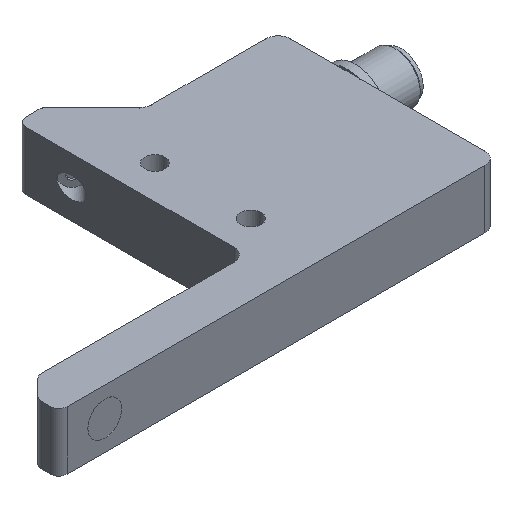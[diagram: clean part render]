
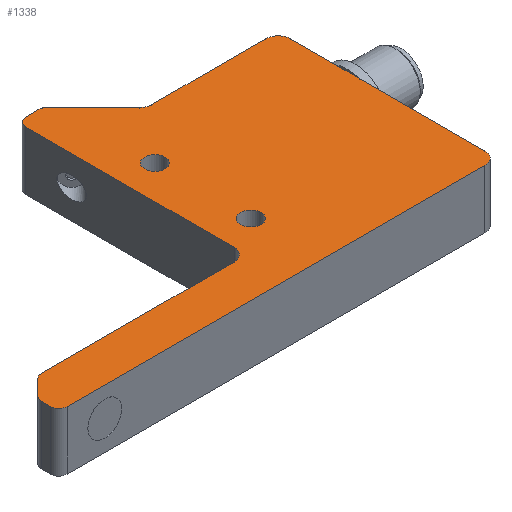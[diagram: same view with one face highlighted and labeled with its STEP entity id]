
A CAD part, isometric view. The second image highlights one B-rep face of the part: STEP entity #1338.
In plain terms, the highlighted planar face has unit normal (0, 0, 1).
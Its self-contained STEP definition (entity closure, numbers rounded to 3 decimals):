
#25=LINE('',#2148,#72);
#28=LINE('',#2176,#75);
#32=LINE('',#2188,#79);
#36=LINE('',#2200,#83);
#40=LINE('',#2210,#87);
#43=LINE('',#2218,#90);
#45=LINE('',#2224,#92);
#46=LINE('',#2231,#93);
#47=LINE('',#2233,#94);
#48=LINE('',#2234,#95);
#49=LINE('',#2235,#96);
#72=VECTOR('',#1722,27.257);
#75=VECTOR('',#1755,100.);
#79=VECTOR('',#1767,16.435);
#83=VECTOR('',#1781,50.);
#87=VECTOR('',#1791,5.414);
#90=VECTOR('',#1800,2.172);
#92=VECTOR('',#1808,46.172);
#93=VECTOR('',#1817,30.307);
#94=VECTOR('',#1818,5.385);
#95=VECTOR('',#1819,10.807);
#96=VECTOR('',#1820,4.);
#186=FACE_BOUND('',#409,.T.);
#187=FACE_BOUND('',#410,.T.);
#281=FACE_OUTER_BOUND('',#408,.T.);
#408=EDGE_LOOP('',(#997,#998,#999,#1000,#1001,#1002,#1003,#1004,#1005,#1006,
#1007,#1008,#1009,#1010,#1011,#1012,#1013,#1014,#1015));
#409=EDGE_LOOP('',(#1016));
#410=EDGE_LOOP('',(#1017));
#548=CIRCLE('',#1473,3.);
#549=CIRCLE('',#1476,3.);
#550=CIRCLE('',#1478,3.);
#551=CIRCLE('',#1481,3.);
#552=CIRCLE('',#1484,2.);
#553=CIRCLE('',#1487,2.);
#554=CIRCLE('',#1490,2.);
#555=CIRCLE('',#1492,2.);
#556=CIRCLE('',#1493,2.459);
#557=CIRCLE('',#1494,2.459);
#646=VERTEX_POINT('',#2144);
#647=VERTEX_POINT('',#2146);
#656=VERTEX_POINT('',#2172);
#657=VERTEX_POINT('',#2174);
#659=VERTEX_POINT('',#2180);
#660=VERTEX_POINT('',#2184);
#661=VERTEX_POINT('',#2186);
#662=VERTEX_POINT('',#2192);
#663=VERTEX_POINT('',#2196);
#664=VERTEX_POINT('',#2198);
#665=VERTEX_POINT('',#2202);
#666=VERTEX_POINT('',#2206);
#667=VERTEX_POINT('',#2208);
#668=VERTEX_POINT('',#2212);
#669=VERTEX_POINT('',#2216);
#670=VERTEX_POINT('',#2222);
#671=VERTEX_POINT('',#2228);
#672=VERTEX_POINT('',#2230);
#673=VERTEX_POINT('',#2232);
#674=VERTEX_POINT('',#2236);
#675=VERTEX_POINT('',#2238);
#766=EDGE_CURVE('',#646,#647,#25,.T.);
#777=EDGE_CURVE('',#657,#656,#28,.T.);
#779=EDGE_CURVE('',#659,#657,#548,.T.);
#783=EDGE_CURVE('',#660,#661,#32,.T.);
#784=EDGE_CURVE('',#660,#647,#549,.T.);
#785=EDGE_CURVE('',#646,#662,#550,.T.);
#789=EDGE_CURVE('',#663,#664,#36,.T.);
#790=EDGE_CURVE('',#665,#664,#551,.T.);
#794=EDGE_CURVE('',#666,#667,#40,.T.);
#796=EDGE_CURVE('',#668,#667,#552,.T.);
#798=EDGE_CURVE('',#669,#668,#43,.T.);
#799=EDGE_CURVE('',#656,#669,#553,.T.);
#801=EDGE_CURVE('',#665,#670,#45,.T.);
#802=EDGE_CURVE('',#666,#670,#554,.T.);
#803=EDGE_CURVE('',#663,#671,#555,.T.);
#804=EDGE_CURVE('',#672,#659,#46,.T.);
#805=EDGE_CURVE('',#673,#672,#47,.T.);
#806=EDGE_CURVE('',#662,#673,#48,.T.);
#807=EDGE_CURVE('',#671,#661,#49,.T.);
#808=EDGE_CURVE('',#674,#674,#556,.T.);
#809=EDGE_CURVE('',#675,#675,#557,.T.);
#997=ORIENTED_EDGE('',*,*,#803,.F.);
#998=ORIENTED_EDGE('',*,*,#789,.T.);
#999=ORIENTED_EDGE('',*,*,#790,.F.);
#1000=ORIENTED_EDGE('',*,*,#801,.T.);
#1001=ORIENTED_EDGE('',*,*,#802,.F.);
#1002=ORIENTED_EDGE('',*,*,#794,.T.);
#1003=ORIENTED_EDGE('',*,*,#796,.F.);
#1004=ORIENTED_EDGE('',*,*,#798,.F.);
#1005=ORIENTED_EDGE('',*,*,#799,.F.);
#1006=ORIENTED_EDGE('',*,*,#777,.F.);
#1007=ORIENTED_EDGE('',*,*,#779,.F.);
#1008=ORIENTED_EDGE('',*,*,#804,.F.);
#1009=ORIENTED_EDGE('',*,*,#805,.F.);
#1010=ORIENTED_EDGE('',*,*,#806,.F.);
#1011=ORIENTED_EDGE('',*,*,#785,.F.);
#1012=ORIENTED_EDGE('',*,*,#766,.T.);
#1013=ORIENTED_EDGE('',*,*,#784,.F.);
#1014=ORIENTED_EDGE('',*,*,#783,.T.);
#1015=ORIENTED_EDGE('',*,*,#807,.F.);
#1016=ORIENTED_EDGE('',*,*,#808,.T.);
#1017=ORIENTED_EDGE('',*,*,#809,.T.);
#1174=PLANE('',#1491);
#1338=ADVANCED_FACE('',(#281,#186,#187),#1174,.T.);
#1473=AXIS2_PLACEMENT_3D('',#2181,#1760,#1761);
#1476=AXIS2_PLACEMENT_3D('',#2190,#1770,#1771);
#1478=AXIS2_PLACEMENT_3D('',#2193,#1774,#1775);
#1481=AXIS2_PLACEMENT_3D('',#2203,#1784,#1785);
#1484=AXIS2_PLACEMENT_3D('',#2214,#1795,#1796);
#1487=AXIS2_PLACEMENT_3D('',#2220,#1803,#1804);
#1490=AXIS2_PLACEMENT_3D('',#2226,#1811,#1812);
#1491=AXIS2_PLACEMENT_3D('',#2227,#1813,#1814);
#1492=AXIS2_PLACEMENT_3D('',#2229,#1815,#1816);
#1493=AXIS2_PLACEMENT_3D('',#2237,#1821,#1822);
#1494=AXIS2_PLACEMENT_3D('',#2239,#1823,#1824);
#1722=DIRECTION('',(-1.,0.,0.));
#1755=DIRECTION('',(-1.,0.,0.));
#1760=DIRECTION('center_axis',(0.,0.,-1.));
#1761=DIRECTION('ref_axis',(0.707,-0.707,0.));
#1767=DIRECTION('',(-0.707,0.707,0.));
#1770=DIRECTION('center_axis',(0.,0.,1.));
#1771=DIRECTION('ref_axis',(-0.383,-0.924,0.));
#1774=DIRECTION('center_axis',(0.,0.,-1.));
#1775=DIRECTION('ref_axis',(0.707,0.707,0.));
#1781=DIRECTION('',(0.,-1.,0.));
#1784=DIRECTION('center_axis',(0.,0.,1.));
#1785=DIRECTION('ref_axis',(0.707,-0.707,0.));
#1791=DIRECTION('',(-0.707,-0.707,0.));
#1795=DIRECTION('center_axis',(0.,0.,-1.));
#1796=DIRECTION('ref_axis',(-0.924,0.383,0.));
#1800=DIRECTION('',(0.,1.,0.));
#1803=DIRECTION('center_axis',(0.,0.,-1.));
#1804=DIRECTION('ref_axis',(-0.707,-0.707,0.));
#1808=DIRECTION('',(-1.,0.,0.));
#1811=DIRECTION('center_axis',(0.,0.,-1.));
#1812=DIRECTION('ref_axis',(-0.383,0.924,0.));
#1813=DIRECTION('center_axis',(0.,0.,1.));
#1814=DIRECTION('ref_axis',(1.,0.,0.));
#1815=DIRECTION('center_axis',(0.,0.,-1.));
#1816=DIRECTION('ref_axis',(-0.707,0.707,0.));
#1817=DIRECTION('',(0.,-1.,0.));
#1818=DIRECTION('',(0.,-1.,0.));
#1819=DIRECTION('',(0.,-1.,0.));
#1820=DIRECTION('',(1.,0.,0.));
#1821=DIRECTION('center_axis',(0.,0.,-1.));
#1822=DIRECTION('ref_axis',(1.,0.,0.));
#1823=DIRECTION('center_axis',(0.,0.,-1.));
#1824=DIRECTION('ref_axis',(1.,0.,0.));
#2144=CARTESIAN_POINT('',(102.,52.5,14.));
#2146=CARTESIAN_POINT('',(74.743,52.5,14.));
#2148=CARTESIAN_POINT('',(56.75,52.5,14.));
#2172=CARTESIAN_POINT('',(2.,0.,14.));
#2174=CARTESIAN_POINT('',(102.,0.,14.));
#2176=CARTESIAN_POINT('',(0.,0.,14.));
#2180=CARTESIAN_POINT('',(105.,3.,14.));
#2181=CARTESIAN_POINT('Origin',(102.,3.,14.));
#2184=CARTESIAN_POINT('',(72.621,53.379,14.));
#2186=CARTESIAN_POINT('',(61.,65.,14.));
#2188=CARTESIAN_POINT('',(73.5,52.5,14.));
#2190=CARTESIAN_POINT('Origin',(74.743,55.5,14.));
#2192=CARTESIAN_POINT('',(105.,49.5,14.));
#2193=CARTESIAN_POINT('Origin',(102.,49.5,14.));
#2196=CARTESIAN_POINT('',(55.,63.,14.));
#2198=CARTESIAN_POINT('',(55.,13.,14.));
#2200=CARTESIAN_POINT('',(55.,21.25,14.));
#2202=CARTESIAN_POINT('',(52.,10.,14.));
#2203=CARTESIAN_POINT('Origin',(52.,13.,14.));
#2206=CARTESIAN_POINT('',(4.414,9.414,14.));
#2208=CARTESIAN_POINT('',(0.586,5.586,14.));
#2210=CARTESIAN_POINT('',(20.,25.,14.));
#2212=CARTESIAN_POINT('',(0.,4.172,14.));
#2214=CARTESIAN_POINT('Origin',(2.,4.172,14.));
#2216=CARTESIAN_POINT('',(0.,2.,14.));
#2218=CARTESIAN_POINT('',(0.,65.,14.));
#2220=CARTESIAN_POINT('Origin',(2.,2.,14.));
#2222=CARTESIAN_POINT('',(5.828,10.,14.));
#2224=CARTESIAN_POINT('',(26.25,10.,14.));
#2226=CARTESIAN_POINT('Origin',(5.828,8.,14.));
#2227=CARTESIAN_POINT('Origin',(52.5,32.5,14.));
#2228=CARTESIAN_POINT('',(57.,65.,14.));
#2229=CARTESIAN_POINT('Origin',(57.,63.,14.));
#2230=CARTESIAN_POINT('',(105.,33.307,14.));
#2231=CARTESIAN_POINT('',(105.,0.,14.));
#2232=CARTESIAN_POINT('',(105.,38.693,14.));
#2233=CARTESIAN_POINT('',(105.,0.,14.));
#2234=CARTESIAN_POINT('',(105.,0.,14.));
#2235=CARTESIAN_POINT('',(105.,65.,14.));
#2236=CARTESIAN_POINT('',(65.459,40.,14.));
#2237=CARTESIAN_POINT('Origin',(63.,40.,14.));
#2238=CARTESIAN_POINT('',(65.459,17.,14.));
#2239=CARTESIAN_POINT('Origin',(63.,17.,14.));
